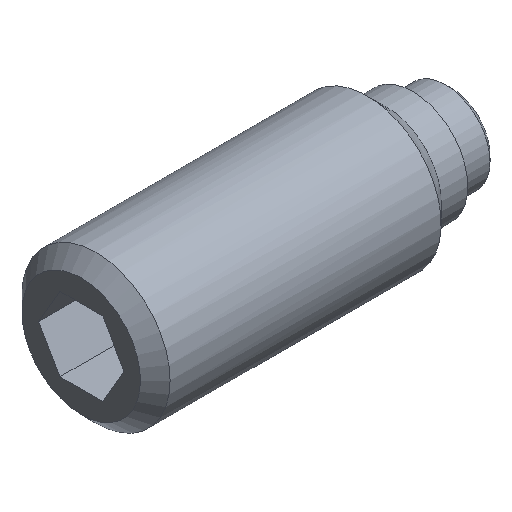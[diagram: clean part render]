
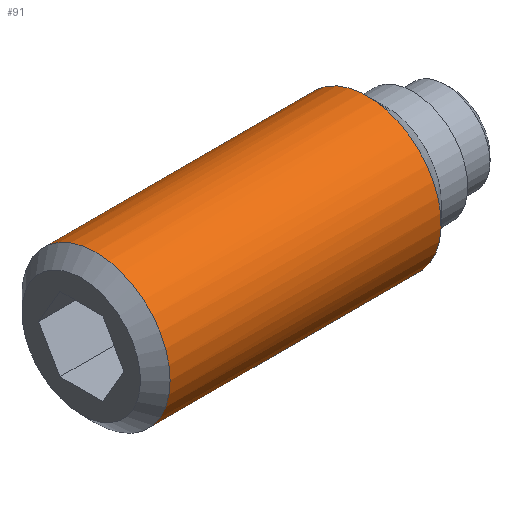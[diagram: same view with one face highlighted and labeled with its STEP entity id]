
A CAD part, isometric view. The second image highlights one B-rep face of the part: STEP entity #91.
In plain terms, the highlighted cylindrical face has radius 2.5 mm (diameter 5 mm), a full revolution.
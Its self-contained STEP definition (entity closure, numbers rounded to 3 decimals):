
#91 = ADVANCED_FACE( '', ( #193, #194 ), #195, .T. );
#193 = FACE_OUTER_BOUND( '', #303, .T. );
#194 = FACE_OUTER_BOUND( '', #304, .T. );
#195 = CYLINDRICAL_SURFACE( '', #305, 2.5 );
#303 = EDGE_LOOP( '', ( #491, #492, #493, #494, #495, #496, #497, #498 ) );
#304 = EDGE_LOOP( '', ( #499 ) );
#305 = AXIS2_PLACEMENT_3D( '', #500, #501, #502 );
#491 = ORIENTED_EDGE( '', *, *, #671, .T. );
#492 = ORIENTED_EDGE( '', *, *, #672, .F. );
#493 = ORIENTED_EDGE( '', *, *, #659, .F. );
#494 = ORIENTED_EDGE( '', *, *, #664, .F. );
#495 = ORIENTED_EDGE( '', *, *, #654, .F. );
#496 = ORIENTED_EDGE( '', *, *, #628, .F. );
#497 = ORIENTED_EDGE( '', *, *, #673, .T. );
#498 = ORIENTED_EDGE( '', *, *, #674, .T. );
#499 = ORIENTED_EDGE( '', *, *, #618, .T. );
#500 = CARTESIAN_POINT( '', ( 11.2, 0., 0. ) );
#501 = DIRECTION( '', ( -1., 0., 0. ) );
#502 = DIRECTION( '', ( 0., 0., -1. ) );
#618 = EDGE_CURVE( '', #725, #725, #726, .T. );
#628 = EDGE_CURVE( '', #742, #744, #745, .T. );
#654 = EDGE_CURVE( '', #744, #763, #785, .F. );
#659 = EDGE_CURVE( '', #790, #792, #793, .F. );
#664 = EDGE_CURVE( '', #763, #790, #798, .F. );
#671 = EDGE_CURVE( '', #807, #808, #809, .F. );
#672 = EDGE_CURVE( '', #792, #808, #810, .T. );
#673 = EDGE_CURVE( '', #742, #766, #811, .F. );
#674 = EDGE_CURVE( '', #766, #807, #812, .F. );
#725 = VERTEX_POINT( '', #876 );
#726 = CIRCLE( '', #877, 2.5 );
#742 = VERTEX_POINT( '', #897 );
#744 = VERTEX_POINT( '', #902 );
#745 = CIRCLE( '', #903, 2.5 );
#763 = VERTEX_POINT( '', #928 );
#766 = VERTEX_POINT( '', #933 );
#785 = LINE( '', #959, #960 );
#790 = VERTEX_POINT( '', #967 );
#792 = VERTEX_POINT( '', #970 );
#793 = LINE( '', #971, #972 );
#798 = LINE( '', #979, #980 );
#807 = VERTEX_POINT( '', #992 );
#808 = VERTEX_POINT( '', #993 );
#809 = LINE( '', #994, #995 );
#810 = CIRCLE( '', #996, 2.5 );
#811 = LINE( '', #997, #998 );
#812 = LINE( '', #999, #1000 );
#876 = CARTESIAN_POINT( '', ( 0.5, 0., -2.5 ) );
#877 = AXIS2_PLACEMENT_3D( '', #1046, #1047, #1048 );
#897 = CARTESIAN_POINT( '', ( 9.65, 2.475, 0.35 ) );
#902 = CARTESIAN_POINT( '', ( 9.65, 2.475, -0.35 ) );
#903 = AXIS2_PLACEMENT_3D( '', #1059, #1060, #1061 );
#928 = CARTESIAN_POINT( '', ( 8.5, 2.475, -0.35 ) );
#933 = CARTESIAN_POINT( '', ( 8.5, 2.475, 0.35 ) );
#959 = CARTESIAN_POINT( '', ( 11.2, 2.475, -0.35 ) );
#960 = VECTOR( '', #1087, 1000. );
#967 = CARTESIAN_POINT( '', ( 3.5, 2.475, -0.35 ) );
#970 = CARTESIAN_POINT( '', ( 1.5, 2.475, -0.35 ) );
#971 = CARTESIAN_POINT( '', ( 11.2, 2.475, -0.35 ) );
#972 = VECTOR( '', #1091, 1000. );
#979 = CARTESIAN_POINT( '', ( 11.2, 2.475, -0.35 ) );
#980 = VECTOR( '', #1094, 1000. );
#992 = CARTESIAN_POINT( '', ( 3.5, 2.475, 0.35 ) );
#993 = CARTESIAN_POINT( '', ( 1.5, 2.475, 0.35 ) );
#994 = CARTESIAN_POINT( '', ( 11.2, 2.475, 0.35 ) );
#995 = VECTOR( '', #1101, 1000. );
#996 = AXIS2_PLACEMENT_3D( '', #1102, #1103, #1104 );
#997 = CARTESIAN_POINT( '', ( 11.2, 2.475, 0.35 ) );
#998 = VECTOR( '', #1105, 1000. );
#999 = CARTESIAN_POINT( '', ( 11.2, 2.475, 0.35 ) );
#1000 = VECTOR( '', #1106, 1000. );
#1046 = CARTESIAN_POINT( '', ( 0.5, 0., 0. ) );
#1047 = DIRECTION( '', ( 1., 0., 0. ) );
#1048 = DIRECTION( '', ( 0., 0., -1. ) );
#1059 = CARTESIAN_POINT( '', ( 9.65, 0., 0. ) );
#1060 = DIRECTION( '', ( 1., 0., 0. ) );
#1061 = DIRECTION( '', ( 0., 0., -1. ) );
#1087 = DIRECTION( '', ( 1., 0., 0. ) );
#1091 = DIRECTION( '', ( 1., 0., 0. ) );
#1094 = DIRECTION( '', ( 1., 0., 0. ) );
#1101 = DIRECTION( '', ( 1., 0., 0. ) );
#1102 = CARTESIAN_POINT( '', ( 1.5, 0., 0. ) );
#1103 = DIRECTION( '', ( 1., 0., 0. ) );
#1104 = DIRECTION( '', ( 0., 0., -1. ) );
#1105 = DIRECTION( '', ( 1., 0., 0. ) );
#1106 = DIRECTION( '', ( 1., 0., 0. ) );
